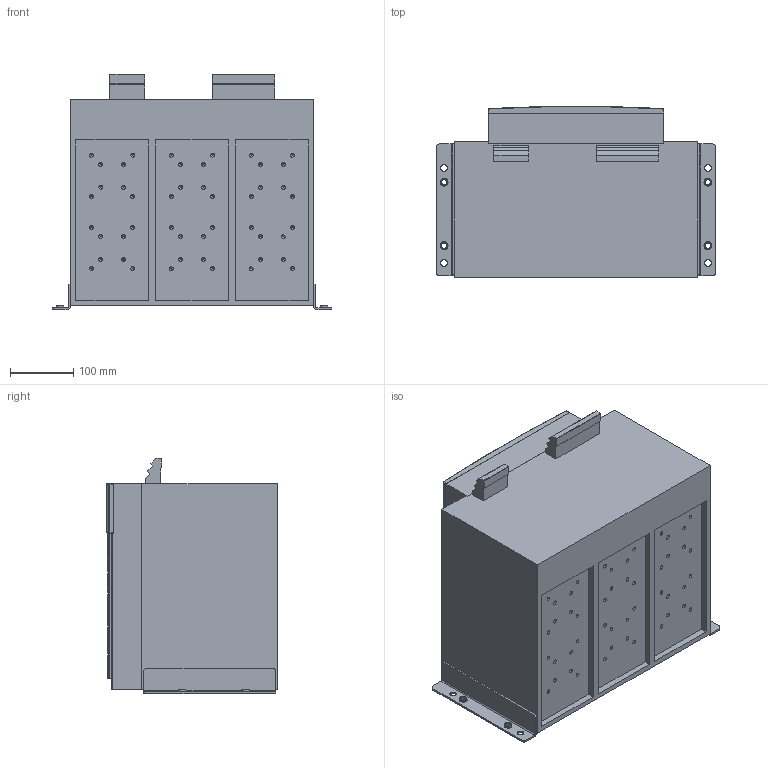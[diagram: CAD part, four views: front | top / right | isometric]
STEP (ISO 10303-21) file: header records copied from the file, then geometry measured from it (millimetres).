
FILE_DESCRIPTION(('CATIA V5 STEP Exchange'),'2;1');
FILE_NAME('1SDH001252R0171_1PA_001_01_E4.2_III_F.stp','2014-03-06T08:28:06+00:00',('none'),('none'),'CATIA Version 5 Release 20 SP 5 (IN-10)','CATIA V5 STEP AP214','none');
FILE_SCHEMA(('AUTOMOTIVE_DESIGN { 1 0 10303 214 1 1 1 1 }'));
Length unit declared in the file: millimetre
Products named in the file (1): 1SDH001252R0171_1PA_001_01_E4.2_III_F
Bounding box: 440 x 269.57 x 371 mm (x, y, z)
Volume: 26662306.5 mm3; surface area: 1044738.5 mm2
Topology: 15 solids, 15 shells, 864 faces, 2313 edges, 1345 vertices
Faces by surface type: cylinder 276, plane 260, cone 200, torus 61, bspline 46, extrusion 18, revolution 3
Entity records: 31551 total; most frequent: CARTESIAN_POINT 10798, ORIENTED_EDGE 4234, DIRECTION 2723, EDGE_CURVE 2117, VERTEX_POINT 1345, AXIS2_PLACEMENT_3D 1206, VECTOR 980, EDGE_LOOP 962
